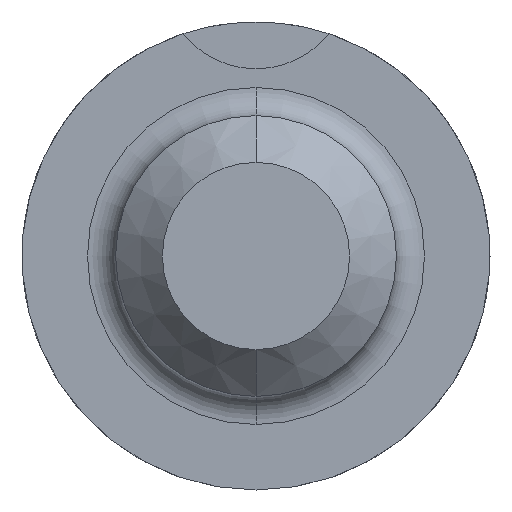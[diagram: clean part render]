
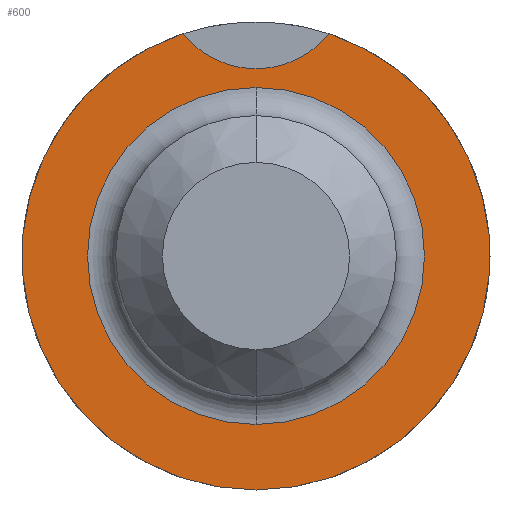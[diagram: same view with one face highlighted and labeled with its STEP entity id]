
A CAD part, front view. The second image highlights one B-rep face of the part: STEP entity #600.
In plain terms, the highlighted planar face has unit normal (0, -1, 0).
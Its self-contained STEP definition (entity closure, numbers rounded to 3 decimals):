
#6 = DIRECTION ( 'NONE',  ( 0., -1., 0. ) ) ;
#17 = VERTEX_POINT ( 'NONE', #835 ) ;
#49 = DIRECTION ( 'NONE',  ( 0., 1., 0. ) ) ;
#71 = FACE_OUTER_BOUND ( 'NONE', #673, .T. ) ;
#76 = VERTEX_POINT ( 'NONE', #255 ) ;
#86 = CARTESIAN_POINT ( 'NONE',  ( 0., 0., 3. ) ) ;
#87 = VERTEX_POINT ( 'NONE', #164 ) ;
#108 = EDGE_CURVE ( 'NONE', #111, #154, #109, .T. ) ;
#109 = CIRCLE ( 'NONE', #342, 1. ) ;
#110 = CARTESIAN_POINT ( 'NONE',  ( 0., 0., 3. ) ) ;
#111 = VERTEX_POINT ( 'NONE', #662 ) ;
#112 = AXIS2_PLACEMENT_3D ( 'NONE', #866, #177, #462 ) ;
#115 = ORIENTED_EDGE ( 'NONE', *, *, #436, .T. ) ;
#143 = CARTESIAN_POINT ( 'NONE',  ( 0.781, 0., 2.375 ) ) ;
#154 = VERTEX_POINT ( 'NONE', #143 ) ;
#156 = DIRECTION ( 'NONE',  ( 0., -1., 0. ) ) ;
#164 = CARTESIAN_POINT ( 'NONE',  ( 0., 0., -2.5 ) ) ;
#177 = DIRECTION ( 'NONE',  ( 0., -1., 0. ) ) ;
#200 = AXIS2_PLACEMENT_3D ( 'NONE', #86, #842, #648 ) ;
#238 = DIRECTION ( 'NONE',  ( 0., -1., 0. ) ) ;
#246 = DIRECTION ( 'NONE',  ( 0., 0., -1. ) ) ;
#255 = CARTESIAN_POINT ( 'NONE',  ( 0., 0., 1.8 ) ) ;
#259 = CARTESIAN_POINT ( 'NONE',  ( -0.781, 0., 2.375 ) ) ;
#262 = ORIENTED_EDGE ( 'NONE', *, *, #718, .T. ) ;
#284 = CARTESIAN_POINT ( 'NONE',  ( 1.5, 0., 0. ) ) ;
#299 = EDGE_CURVE ( 'NONE', #799, #111, #381, .T. ) ;
#318 = ORIENTED_EDGE ( 'NONE', *, *, #299, .F. ) ;
#342 = AXIS2_PLACEMENT_3D ( 'NONE', #110, #238, #246 ) ;
#352 = DIRECTION ( 'NONE',  ( 0., 0., -1. ) ) ;
#381 = CIRCLE ( 'NONE', #200, 1. ) ;
#400 = EDGE_LOOP ( 'NONE', ( #569, #433 ) ) ;
#433 = ORIENTED_EDGE ( 'NONE', *, *, #892, .T. ) ;
#436 = EDGE_CURVE ( 'NONE', #799, #87, #542, .T. ) ;
#453 = CARTESIAN_POINT ( 'NONE',  ( 0., 0., 0. ) ) ;
#462 = DIRECTION ( 'NONE',  ( 0., 0., -1. ) ) ;
#465 = CARTESIAN_POINT ( 'NONE',  ( 0., 0., 0. ) ) ;
#492 = DIRECTION ( 'NONE',  ( 0., 1., 0. ) ) ;
#499 = AXIS2_PLACEMENT_3D ( 'NONE', #465, #49, #738 ) ;
#542 = CIRCLE ( 'NONE', #112, 2.5 ) ;
#555 = PLANE ( 'NONE',  #597 ) ;
#563 = AXIS2_PLACEMENT_3D ( 'NONE', #453, #156, #785 ) ;
#569 = ORIENTED_EDGE ( 'NONE', *, *, #816, .T. ) ;
#597 = AXIS2_PLACEMENT_3D ( 'NONE', #284, #6, #352 ) ;
#600 = ADVANCED_FACE ( 'NONE', ( #71, #899 ), #555, .T. ) ;
#626 = AXIS2_PLACEMENT_3D ( 'NONE', #760, #492, #690 ) ;
#647 = ORIENTED_EDGE ( 'NONE', *, *, #108, .F. ) ;
#648 = DIRECTION ( 'NONE',  ( 0., 0., -1. ) ) ;
#662 = CARTESIAN_POINT ( 'NONE',  ( 0., 0., 2. ) ) ;
#673 = EDGE_LOOP ( 'NONE', ( #318, #115, #262, #647 ) ) ;
#690 = DIRECTION ( 'NONE',  ( 0., 0., -1. ) ) ;
#718 = EDGE_CURVE ( 'NONE', #87, #154, #871, .T. ) ;
#738 = DIRECTION ( 'NONE',  ( 0., 0., -1. ) ) ;
#760 = CARTESIAN_POINT ( 'NONE',  ( 0., 0., 0. ) ) ;
#785 = DIRECTION ( 'NONE',  ( 0., 0., -1. ) ) ;
#799 = VERTEX_POINT ( 'NONE', #259 ) ;
#816 = EDGE_CURVE ( 'NONE', #17, #76, #872, .T. ) ;
#835 = CARTESIAN_POINT ( 'NONE',  ( 0., 0., -1.8 ) ) ;
#842 = DIRECTION ( 'NONE',  ( 0., -1., 0. ) ) ;
#866 = CARTESIAN_POINT ( 'NONE',  ( 0., 0., 0. ) ) ;
#871 = CIRCLE ( 'NONE', #563, 2.5 ) ;
#872 = CIRCLE ( 'NONE', #499, 1.8 ) ;
#889 = CIRCLE ( 'NONE', #626, 1.8 ) ;
#892 = EDGE_CURVE ( 'NONE', #76, #17, #889, .T. ) ;
#899 = FACE_BOUND ( 'NONE', #400, .T. ) ;
